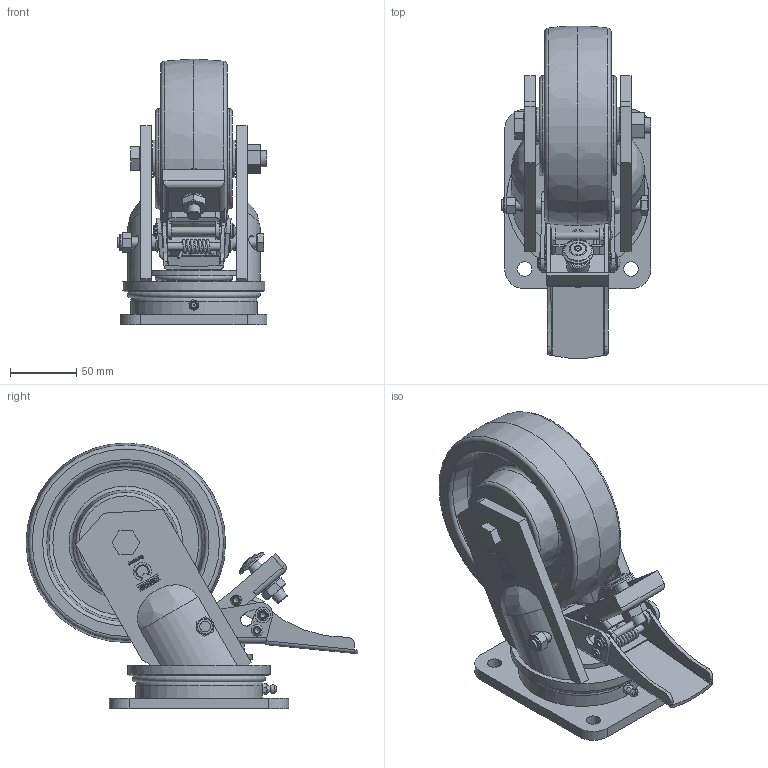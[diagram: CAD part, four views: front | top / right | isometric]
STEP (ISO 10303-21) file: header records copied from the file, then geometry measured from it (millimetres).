
FILE_DESCRIPTION(/* description */ (''),/* implementation_level */ '2;1');
FILE_NAME(/* name */ '0019297K_LP_PO_150_KDS',/* time_stamp */ '2010-12-17T09:55:59+01:00',/* author */ (''),/* organization */ (''),/* preprocessor_version */ 'ST-DEVELOPER v9',/* originating_system */ 'UGS - NX 4.0',/* authorisation */ '');
FILE_SCHEMA (('CONFIG_CONTROL_DESIGN'));
Length unit declared in the file: millimetre
Products named in the file (1): 0019297K_LP_PO_150_KDS
Bounding box: 112.8 x 249.55 x 200 mm (x, y, z)
Volume: 1202192 mm3; surface area: 262270.1 mm2
Topology: 5 solids, 12 shells, 1058 faces, 2791 edges, 1834 vertices
Faces by surface type: plane 568, extrusion 202, cylinder 184, torus 48, cone 34, bspline 17, sphere 5
Full cylindrical faces by diameter (mm): 2 x2, 4 x3, 5 x1, 5.8 x4, 6 x13, 6.3 x2, 8 x4, 8.2 x2, 8.4 x2, 8.5 x4, 9 x1, 9.8 x1, 10 x5, 11 x4, 11.8 x2, 12 x7, 12.2 x3, 16.63 x1, 17 x1, 17.294 x1, 19.8 x2, 20 x3, 20.5 x1, 23.6 x1, 24 x1, 25 x2, 28 x2, 28.802 x4, 35 x1, 38.198 x4
Entity records: 35767 total; most frequent: CARTESIAN_POINT 11947, ORIENTED_EDGE 5072, DIRECTION 4063, EDGE_CURVE 2536, VERTEX_POINT 1747, EDGE_LOOP 1384, AXIS2_PLACEMENT_3D 1384, VECTOR 1295
